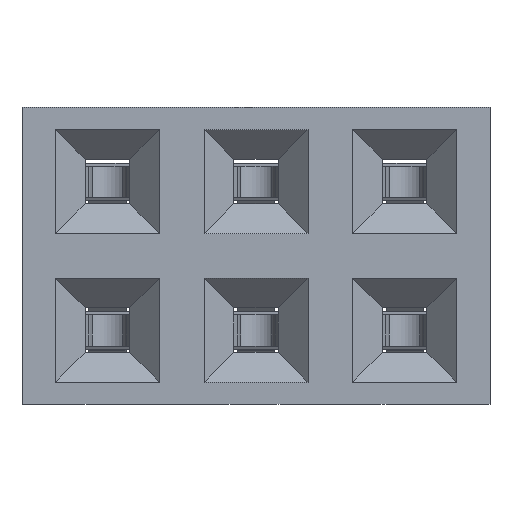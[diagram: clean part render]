
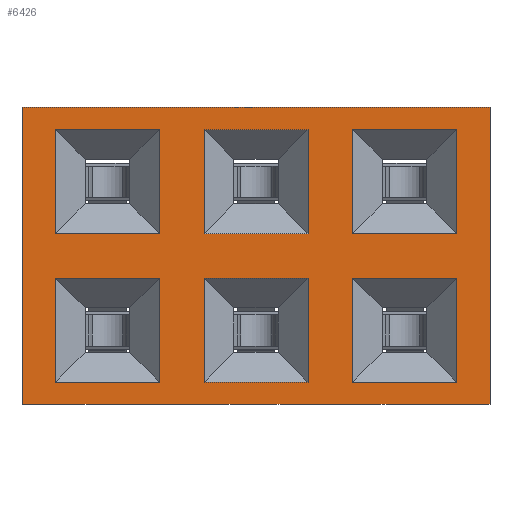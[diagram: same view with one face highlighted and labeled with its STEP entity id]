
A CAD part, front view. The second image highlights one B-rep face of the part: STEP entity #6426.
In plain terms, the highlighted planar face has unit normal (0, -1, 0).
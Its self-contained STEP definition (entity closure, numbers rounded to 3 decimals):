
#608=ORIENTED_EDGE('',*,*,#2468,.T.);
#609=ORIENTED_EDGE('',*,*,#2469,.T.);
#610=ORIENTED_EDGE('',*,*,#2470,.T.);
#611=ORIENTED_EDGE('',*,*,#2471,.T.);
#612=ORIENTED_EDGE('',*,*,#2472,.T.);
#613=ORIENTED_EDGE('',*,*,#2473,.T.);
#614=ORIENTED_EDGE('',*,*,#2474,.T.);
#615=ORIENTED_EDGE('',*,*,#2475,.T.);
#616=ORIENTED_EDGE('',*,*,#2476,.T.);
#617=ORIENTED_EDGE('',*,*,#2477,.T.);
#618=ORIENTED_EDGE('',*,*,#2478,.T.);
#619=ORIENTED_EDGE('',*,*,#2479,.T.);
#620=ORIENTED_EDGE('',*,*,#2480,.T.);
#621=ORIENTED_EDGE('',*,*,#2481,.T.);
#622=ORIENTED_EDGE('',*,*,#2482,.T.);
#623=ORIENTED_EDGE('',*,*,#2483,.T.);
#624=ORIENTED_EDGE('',*,*,#2484,.T.);
#625=ORIENTED_EDGE('',*,*,#2485,.T.);
#626=ORIENTED_EDGE('',*,*,#2486,.T.);
#627=ORIENTED_EDGE('',*,*,#2487,.T.);
#628=ORIENTED_EDGE('',*,*,#2488,.T.);
#629=ORIENTED_EDGE('',*,*,#2489,.T.);
#630=ORIENTED_EDGE('',*,*,#2490,.T.);
#631=ORIENTED_EDGE('',*,*,#2491,.T.);
#632=ORIENTED_EDGE('',*,*,#2492,.T.);
#633=ORIENTED_EDGE('',*,*,#2493,.F.);
#634=ORIENTED_EDGE('',*,*,#2494,.F.);
#635=ORIENTED_EDGE('',*,*,#2495,.T.);
#2468=EDGE_CURVE('',#3364,#3365,#4034,.T.);
#2469=EDGE_CURVE('',#3365,#3366,#4035,.T.);
#2470=EDGE_CURVE('',#3366,#3367,#4036,.T.);
#2471=EDGE_CURVE('',#3367,#3364,#4037,.T.);
#2472=EDGE_CURVE('',#3368,#3369,#4038,.T.);
#2473=EDGE_CURVE('',#3369,#3370,#4039,.T.);
#2474=EDGE_CURVE('',#3370,#3371,#4040,.T.);
#2475=EDGE_CURVE('',#3371,#3368,#4041,.T.);
#2476=EDGE_CURVE('',#3372,#3373,#4042,.T.);
#2477=EDGE_CURVE('',#3373,#3374,#4043,.T.);
#2478=EDGE_CURVE('',#3374,#3375,#4044,.T.);
#2479=EDGE_CURVE('',#3375,#3372,#4045,.T.);
#2480=EDGE_CURVE('',#3376,#3377,#4046,.T.);
#2481=EDGE_CURVE('',#3377,#3378,#4047,.T.);
#2482=EDGE_CURVE('',#3378,#3379,#4048,.T.);
#2483=EDGE_CURVE('',#3379,#3376,#4049,.T.);
#2484=EDGE_CURVE('',#3380,#3381,#4050,.T.);
#2485=EDGE_CURVE('',#3381,#3382,#4051,.T.);
#2486=EDGE_CURVE('',#3382,#3383,#4052,.T.);
#2487=EDGE_CURVE('',#3383,#3380,#4053,.T.);
#2488=EDGE_CURVE('',#3384,#3385,#4054,.T.);
#2489=EDGE_CURVE('',#3385,#3386,#4055,.T.);
#2490=EDGE_CURVE('',#3386,#3387,#4056,.T.);
#2491=EDGE_CURVE('',#3387,#3384,#4057,.T.);
#2492=EDGE_CURVE('',#3388,#3389,#4058,.T.);
#2493=EDGE_CURVE('',#3390,#3389,#4059,.T.);
#2494=EDGE_CURVE('',#3391,#3390,#4060,.T.);
#2495=EDGE_CURVE('',#3391,#3388,#4061,.T.);
#3364=VERTEX_POINT('',#9622);
#3365=VERTEX_POINT('',#9623);
#3366=VERTEX_POINT('',#9625);
#3367=VERTEX_POINT('',#9627);
#3368=VERTEX_POINT('',#9630);
#3369=VERTEX_POINT('',#9631);
#3370=VERTEX_POINT('',#9633);
#3371=VERTEX_POINT('',#9635);
#3372=VERTEX_POINT('',#9638);
#3373=VERTEX_POINT('',#9639);
#3374=VERTEX_POINT('',#9641);
#3375=VERTEX_POINT('',#9643);
#3376=VERTEX_POINT('',#9646);
#3377=VERTEX_POINT('',#9647);
#3378=VERTEX_POINT('',#9649);
#3379=VERTEX_POINT('',#9651);
#3380=VERTEX_POINT('',#9654);
#3381=VERTEX_POINT('',#9655);
#3382=VERTEX_POINT('',#9657);
#3383=VERTEX_POINT('',#9659);
#3384=VERTEX_POINT('',#9662);
#3385=VERTEX_POINT('',#9663);
#3386=VERTEX_POINT('',#9665);
#3387=VERTEX_POINT('',#9667);
#3388=VERTEX_POINT('',#9670);
#3389=VERTEX_POINT('',#9671);
#3390=VERTEX_POINT('',#9673);
#3391=VERTEX_POINT('',#9675);
#4034=LINE('',#9621,#4854);
#4035=LINE('',#9624,#4855);
#4036=LINE('',#9626,#4856);
#4037=LINE('',#9628,#4857);
#4038=LINE('',#9629,#4858);
#4039=LINE('',#9632,#4859);
#4040=LINE('',#9634,#4860);
#4041=LINE('',#9636,#4861);
#4042=LINE('',#9637,#4862);
#4043=LINE('',#9640,#4863);
#4044=LINE('',#9642,#4864);
#4045=LINE('',#9644,#4865);
#4046=LINE('',#9645,#4866);
#4047=LINE('',#9648,#4867);
#4048=LINE('',#9650,#4868);
#4049=LINE('',#9652,#4869);
#4050=LINE('',#9653,#4870);
#4051=LINE('',#9656,#4871);
#4052=LINE('',#9658,#4872);
#4053=LINE('',#9660,#4873);
#4054=LINE('',#9661,#4874);
#4055=LINE('',#9664,#4875);
#4056=LINE('',#9666,#4876);
#4057=LINE('',#9668,#4877);
#4058=LINE('',#9669,#4878);
#4059=LINE('',#9672,#4879);
#4060=LINE('',#9674,#4880);
#4061=LINE('',#9676,#4881);
#4854=VECTOR('',#7657,1000.);
#4855=VECTOR('',#7658,1000.);
#4856=VECTOR('',#7659,1000.);
#4857=VECTOR('',#7660,1000.);
#4858=VECTOR('',#7661,1000.);
#4859=VECTOR('',#7662,1000.);
#4860=VECTOR('',#7663,1000.);
#4861=VECTOR('',#7664,1000.);
#4862=VECTOR('',#7665,1000.);
#4863=VECTOR('',#7666,1000.);
#4864=VECTOR('',#7667,1000.);
#4865=VECTOR('',#7668,1000.);
#4866=VECTOR('',#7669,1000.);
#4867=VECTOR('',#7670,1000.);
#4868=VECTOR('',#7671,1000.);
#4869=VECTOR('',#7672,1000.);
#4870=VECTOR('',#7673,1000.);
#4871=VECTOR('',#7674,1000.);
#4872=VECTOR('',#7675,1000.);
#4873=VECTOR('',#7676,1000.);
#4874=VECTOR('',#7677,1000.);
#4875=VECTOR('',#7678,1000.);
#4876=VECTOR('',#7679,1000.);
#4877=VECTOR('',#7680,1000.);
#4878=VECTOR('',#7681,1000.);
#4879=VECTOR('',#7682,1000.);
#4880=VECTOR('',#7683,1000.);
#4881=VECTOR('',#7684,1000.);
#5448=EDGE_LOOP('',(#608,#609,#610,#611));
#5449=EDGE_LOOP('',(#612,#613,#614,#615));
#5450=EDGE_LOOP('',(#616,#617,#618,#619));
#5451=EDGE_LOOP('',(#620,#621,#622,#623));
#5452=EDGE_LOOP('',(#624,#625,#626,#627));
#5453=EDGE_LOOP('',(#628,#629,#630,#631));
#5454=EDGE_LOOP('',(#632,#633,#634,#635));
#5798=FACE_BOUND('',#5448,.T.);
#5799=FACE_BOUND('',#5449,.T.);
#5800=FACE_BOUND('',#5450,.T.);
#5801=FACE_BOUND('',#5451,.T.);
#5802=FACE_BOUND('',#5452,.T.);
#5803=FACE_BOUND('',#5453,.T.);
#5804=FACE_BOUND('',#5454,.T.);
#6148=PLANE('',#6818);
#6426=ADVANCED_FACE('',(#5798,#5799,#5800,#5801,#5802,#5803,#5804),#6148,
 .F.);
#6818=AXIS2_PLACEMENT_3D('',#9620,#7655,#7656);
#7655=DIRECTION('',(0.,1.,0.));
#7656=DIRECTION('',(0.,0.,1.));
#7657=DIRECTION('',(-1.,0.,0.));
#7658=DIRECTION('',(0.,0.,1.));
#7659=DIRECTION('',(1.,0.,0.));
#7660=DIRECTION('',(0.,0.,-1.));
#7661=DIRECTION('',(-1.,0.,0.));
#7662=DIRECTION('',(0.,0.,1.));
#7663=DIRECTION('',(1.,0.,0.));
#7664=DIRECTION('',(0.,0.,-1.));
#7665=DIRECTION('',(-1.,0.,0.));
#7666=DIRECTION('',(0.,0.,1.));
#7667=DIRECTION('',(1.,0.,0.));
#7668=DIRECTION('',(0.,0.,-1.));
#7669=DIRECTION('',(-1.,0.,0.));
#7670=DIRECTION('',(0.,0.,1.));
#7671=DIRECTION('',(1.,0.,0.));
#7672=DIRECTION('',(0.,0.,-1.));
#7673=DIRECTION('',(-1.,0.,0.));
#7674=DIRECTION('',(0.,0.,1.));
#7675=DIRECTION('',(1.,0.,0.));
#7676=DIRECTION('',(0.,0.,-1.));
#7677=DIRECTION('',(-1.,0.,0.));
#7678=DIRECTION('',(0.,0.,1.));
#7679=DIRECTION('',(1.,0.,0.));
#7680=DIRECTION('',(0.,0.,-1.));
#7681=DIRECTION('',(0.,0.,-1.));
#7682=DIRECTION('',(-1.,0.,0.));
#7683=DIRECTION('',(0.,0.,-1.));
#7684=DIRECTION('',(-1.,0.,0.));
#9620=CARTESIAN_POINT('',(3.15,-3.175,2.));
#9621=CARTESIAN_POINT('',(3.15,-3.175,0.3));
#9622=CARTESIAN_POINT('',(2.7,-3.175,0.3));
#9623=CARTESIAN_POINT('',(1.3,-3.175,0.3));
#9624=CARTESIAN_POINT('',(1.3,-3.175,2.));
#9625=CARTESIAN_POINT('',(1.3,-3.175,1.7));
#9626=CARTESIAN_POINT('',(3.15,-3.175,1.7));
#9627=CARTESIAN_POINT('',(2.7,-3.175,1.7));
#9628=CARTESIAN_POINT('',(2.7,-3.175,2.));
#9629=CARTESIAN_POINT('',(3.15,-3.175,-1.7));
#9630=CARTESIAN_POINT('',(2.7,-3.175,-1.7));
#9631=CARTESIAN_POINT('',(1.3,-3.175,-1.7));
#9632=CARTESIAN_POINT('',(1.3,-3.175,2.));
#9633=CARTESIAN_POINT('',(1.3,-3.175,-0.3));
#9634=CARTESIAN_POINT('',(3.15,-3.175,-0.3));
#9635=CARTESIAN_POINT('',(2.7,-3.175,-0.3));
#9636=CARTESIAN_POINT('',(2.7,-3.175,2.));
#9637=CARTESIAN_POINT('',(3.15,-3.175,0.3));
#9638=CARTESIAN_POINT('',(0.7,-3.175,0.3));
#9639=CARTESIAN_POINT('',(-0.7,-3.175,0.3));
#9640=CARTESIAN_POINT('',(-0.7,-3.175,2.));
#9641=CARTESIAN_POINT('',(-0.7,-3.175,1.7));
#9642=CARTESIAN_POINT('',(3.15,-3.175,1.7));
#9643=CARTESIAN_POINT('',(0.7,-3.175,1.7));
#9644=CARTESIAN_POINT('',(0.7,-3.175,2.));
#9645=CARTESIAN_POINT('',(3.15,-3.175,-1.7));
#9646=CARTESIAN_POINT('',(0.7,-3.175,-1.7));
#9647=CARTESIAN_POINT('',(-0.7,-3.175,-1.7));
#9648=CARTESIAN_POINT('',(-0.7,-3.175,2.));
#9649=CARTESIAN_POINT('',(-0.7,-3.175,-0.3));
#9650=CARTESIAN_POINT('',(3.15,-3.175,-0.3));
#9651=CARTESIAN_POINT('',(0.7,-3.175,-0.3));
#9652=CARTESIAN_POINT('',(0.7,-3.175,2.));
#9653=CARTESIAN_POINT('',(3.15,-3.175,0.3));
#9654=CARTESIAN_POINT('',(-1.3,-3.175,0.3));
#9655=CARTESIAN_POINT('',(-2.7,-3.175,0.3));
#9656=CARTESIAN_POINT('',(-2.7,-3.175,2.));
#9657=CARTESIAN_POINT('',(-2.7,-3.175,1.7));
#9658=CARTESIAN_POINT('',(3.15,-3.175,1.7));
#9659=CARTESIAN_POINT('',(-1.3,-3.175,1.7));
#9660=CARTESIAN_POINT('',(-1.3,-3.175,2.));
#9661=CARTESIAN_POINT('',(3.15,-3.175,-1.7));
#9662=CARTESIAN_POINT('',(-1.3,-3.175,-1.7));
#9663=CARTESIAN_POINT('',(-2.7,-3.175,-1.7));
#9664=CARTESIAN_POINT('',(-2.7,-3.175,2.));
#9665=CARTESIAN_POINT('',(-2.7,-3.175,-0.3));
#9666=CARTESIAN_POINT('',(3.15,-3.175,-0.3));
#9667=CARTESIAN_POINT('',(-1.3,-3.175,-0.3));
#9668=CARTESIAN_POINT('',(-1.3,-3.175,2.));
#9669=CARTESIAN_POINT('',(-3.15,-3.175,2.));
#9670=CARTESIAN_POINT('',(-3.15,-3.175,2.));
#9671=CARTESIAN_POINT('',(-3.15,-3.175,-2.));
#9672=CARTESIAN_POINT('',(3.15,-3.175,-2.));
#9673=CARTESIAN_POINT('',(3.15,-3.175,-2.));
#9674=CARTESIAN_POINT('',(3.15,-3.175,2.));
#9675=CARTESIAN_POINT('',(3.15,-3.175,2.));
#9676=CARTESIAN_POINT('',(3.15,-3.175,2.));
